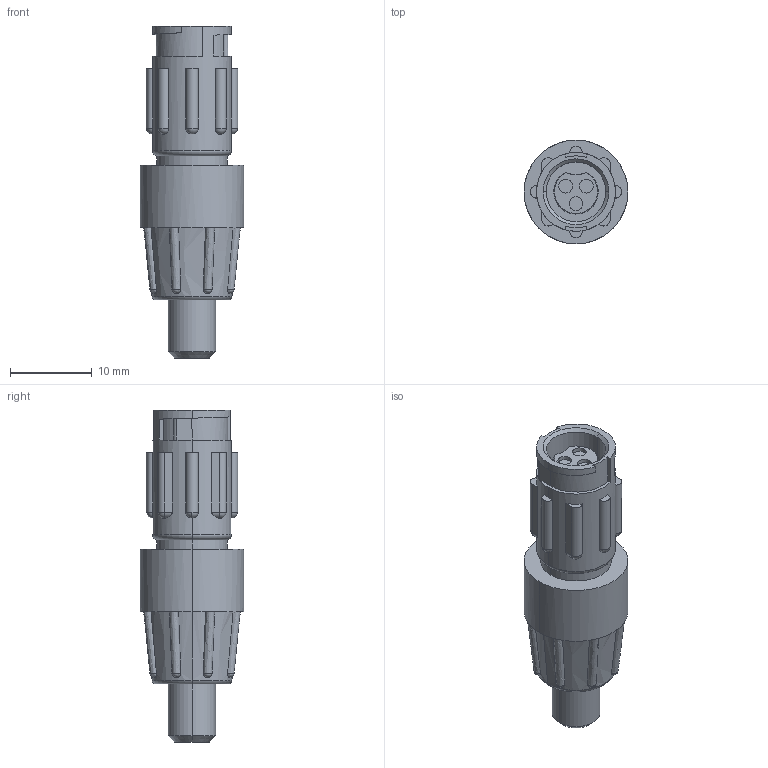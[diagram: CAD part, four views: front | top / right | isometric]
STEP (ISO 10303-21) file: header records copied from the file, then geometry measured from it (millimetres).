
FILE_DESCRIPTION (( 'STEP AP203' ), '1' );
FILE_NAME ('18280-3SG-315.STEP', '2017-02-01T19:19:14', ( '' ), ( '' ), 'SwSTEP 2.0', 'SolidWorks 2014', '' );
FILE_SCHEMA (( 'CONFIG_CONTROL_DESIGN' ));
Length unit declared in the file: millimetre
Products named in the file (1): 18280-3SG-315
Bounding box: 12.7 x 12.7 x 40.64 mm (x, y, z)
Volume: 2912.4 mm3; surface area: 1989.2 mm2
Topology: 1 solids, 1 shells, 160 faces, 447 edges, 299 vertices
Faces by surface type: plane 62, cylinder 53, bspline 22, torus 10, cone 9, sphere 4
Entity records: 10298 total; most frequent: CARTESIAN_POINT 6307, ORIENTED_EDGE 886, DIRECTION 751, EDGE_CURVE 443, AXIS2_PLACEMENT_3D 303, VERTEX_POINT 299, EDGE_LOOP 174, CIRCLE 164
